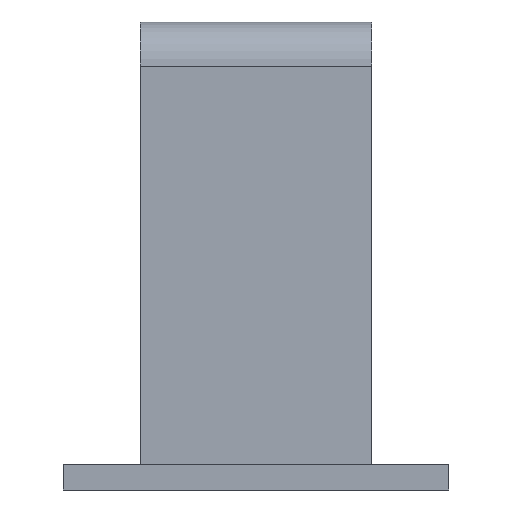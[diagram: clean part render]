
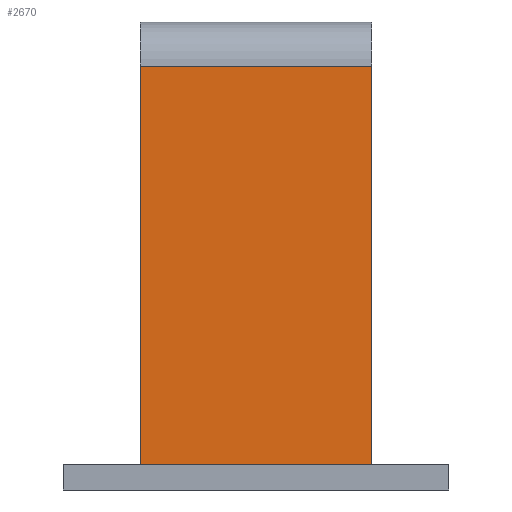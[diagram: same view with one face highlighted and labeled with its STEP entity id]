
A CAD part, front view. The second image highlights one B-rep face of the part: STEP entity #2670.
In plain terms, the highlighted planar face has unit normal (0, -1, 0).
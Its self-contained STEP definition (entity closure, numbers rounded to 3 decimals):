
#2280=CARTESIAN_POINT('',(80.,13.5,115.));
#2290=DIRECTION('',(0.,-1.,0.));
#2300=DIRECTION('',(0.,0.,-1.));
#2310=AXIS2_PLACEMENT_3D('',#2280,#2290,#2300);
#2320=PLANE('',#2310);
#2330=CARTESIAN_POINT('',(0.,13.5,11.5));
#2340=DIRECTION('',(-1.,0.,0.));
#2350=VECTOR('',#2340,1.);
#2360=LINE('',#2330,#2350);
#2370=CARTESIAN_POINT('',(80.,13.5,11.5));
#2380=VERTEX_POINT('',#2370);
#2390=CARTESIAN_POINT('',(20.,13.5,11.5));
#2400=VERTEX_POINT('',#2390);
#2410=EDGE_CURVE('',#2380,#2400,#2360,.T.);
#2420=ORIENTED_EDGE('',*,*,#2410,.F.);
#2430=CARTESIAN_POINT('',(20.,13.5,121.5));
#2440=DIRECTION('',(0.,0.,-1.));
#2450=VECTOR('',#2440,1.);
#2460=LINE('',#2430,#2450);
#2470=CARTESIAN_POINT('',(20.,13.5,115.));
#2480=VERTEX_POINT('',#2470);
#2490=EDGE_CURVE('',#2480,#2400,#2460,.T.);
#2500=ORIENTED_EDGE('',*,*,#2490,.T.);
#2510=CARTESIAN_POINT('',(80.,13.5,115.));
#2520=DIRECTION('',(-1.,0.,0.));
#2530=VECTOR('',#2520,1.);
#2540=LINE('',#2510,#2530);
#2550=CARTESIAN_POINT('',(80.,13.5,115.));
#2560=VERTEX_POINT('',#2550);
#2570=EDGE_CURVE('',#2560,#2480,#2540,.T.);
#2580=ORIENTED_EDGE('',*,*,#2570,.T.);
#2590=CARTESIAN_POINT('',(80.,13.5,121.5));
#2600=DIRECTION('',(0.,0.,-1.));
#2610=VECTOR('',#2600,1.);
#2620=LINE('',#2590,#2610);
#2630=EDGE_CURVE('',#2560,#2380,#2620,.T.);
#2640=ORIENTED_EDGE('',*,*,#2630,.F.);
#2650=EDGE_LOOP('',(#2640,#2580,#2500,#2420));
#2660=FACE_OUTER_BOUND('',#2650,.T.);
#2670=ADVANCED_FACE('',(#2660),#2320,.T.);
